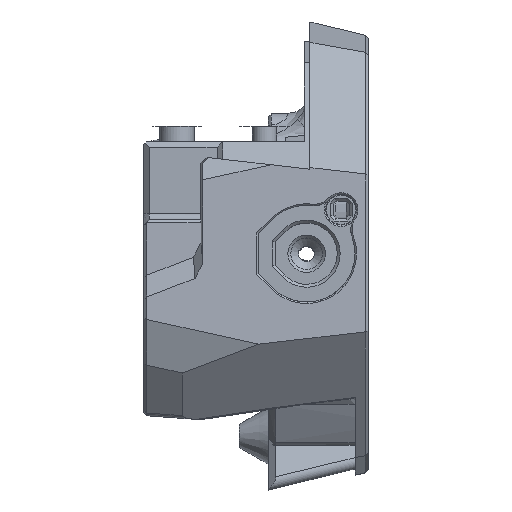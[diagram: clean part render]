
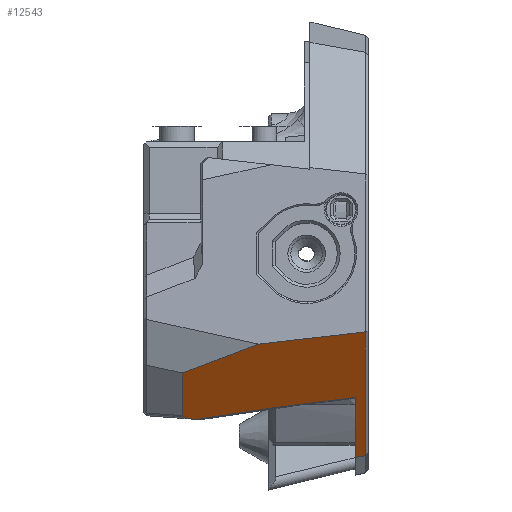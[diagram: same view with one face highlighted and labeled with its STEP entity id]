
A CAD part, top view. The second image highlights one B-rep face of the part: STEP entity #12543.
In plain terms, the highlighted planar face has unit normal (0.139, -0.622, 0.771).
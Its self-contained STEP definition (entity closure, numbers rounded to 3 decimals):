
#147=ELLIPSE('',#13431,4.813,1.);
#517=B_SPLINE_CURVE_WITH_KNOTS('',3,(#22894,#22895,#22896,#22897),
 .UNSPECIFIED.,.F.,.F.,(4,4),(-1.034,0.),.UNSPECIFIED.);
#1384=FACE_OUTER_BOUND('',#2133,.T.);
#2133=EDGE_LOOP('',(#10642,#10643,#10644,#10645,#10646,#10647,#10648,#10649,
#10650,#10651));
#2536=LINE('',#18579,#3836);
#3186=LINE('',#21976,#4486);
#3189=LINE('',#21984,#4489);
#3191=LINE('',#21987,#4491);
#3249=LINE('',#22314,#4549);
#3252=LINE('',#22318,#4552);
#3296=LINE('',#22900,#4596);
#3297=LINE('',#22901,#4597);
#3836=VECTOR('',#14173,1000.);
#4486=VECTOR('',#15967,1000.);
#4489=VECTOR('',#15976,1000.);
#4491=VECTOR('',#15980,1000.);
#4549=VECTOR('',#16140,1000.);
#4552=VECTOR('',#16145,1000.);
#4596=VECTOR('',#16293,1000.);
#4597=VECTOR('',#16294,1000.);
#5168=VERTEX_POINT('',#18576);
#5169=VERTEX_POINT('',#18578);
#5771=VERTEX_POINT('',#21958);
#5774=VERTEX_POINT('',#21974);
#5775=VERTEX_POINT('',#21978);
#5776=VERTEX_POINT('',#21983);
#5792=VERTEX_POINT('',#22312);
#5793=VERTEX_POINT('',#22313);
#5840=VERTEX_POINT('',#22868);
#5841=VERTEX_POINT('',#22899);
#6391=EDGE_CURVE('',#5169,#5168,#2536,.T.);
#7350=EDGE_CURVE('',#5774,#5771,#3186,.T.);
#7351=EDGE_CURVE('',#5775,#5771,#147,.T.);
#7354=EDGE_CURVE('',#5776,#5775,#3189,.T.);
#7356=EDGE_CURVE('',#5168,#5776,#3191,.T.);
#7423=EDGE_CURVE('',#5792,#5793,#3249,.T.);
#7426=EDGE_CURVE('',#5793,#5169,#3252,.T.);
#7509=EDGE_CURVE('',#5840,#5774,#517,.T.);
#7510=EDGE_CURVE('',#5841,#5840,#3296,.T.);
#7511=EDGE_CURVE('',#5841,#5792,#3297,.T.);
#10642=ORIENTED_EDGE('',*,*,#7510,.F.);
#10643=ORIENTED_EDGE('',*,*,#7511,.T.);
#10644=ORIENTED_EDGE('',*,*,#7423,.T.);
#10645=ORIENTED_EDGE('',*,*,#7426,.T.);
#10646=ORIENTED_EDGE('',*,*,#6391,.T.);
#10647=ORIENTED_EDGE('',*,*,#7356,.T.);
#10648=ORIENTED_EDGE('',*,*,#7354,.T.);
#10649=ORIENTED_EDGE('',*,*,#7351,.T.);
#10650=ORIENTED_EDGE('',*,*,#7350,.F.);
#10651=ORIENTED_EDGE('',*,*,#7509,.F.);
#11884=PLANE('',#13537);
#12543=ADVANCED_FACE('',(#1384),#11884,.T.);
#13431=AXIS2_PLACEMENT_3D('',#21979,#15970,#15971);
#13537=AXIS2_PLACEMENT_3D('',#22898,#16291,#16292);
#14173=DIRECTION('',(-0.99,-0.114,0.087));
#15967=DIRECTION('',(-0.987,-0.147,0.059));
#15970=DIRECTION('center_axis',(0.139,-0.622,0.771));
#15971=DIRECTION('ref_axis',(0.989,0.056,-0.133));
#15976=DIRECTION('',(0.,-0.778,-0.628));
#15980=DIRECTION('',(-0.93,-0.35,-0.115));
#16140=DIRECTION('',(0.,0.778,0.628));
#16145=DIRECTION('',(-0.537,0.606,0.586));
#16291=DIRECTION('center_axis',(0.139,-0.622,0.771));
#16292=DIRECTION('ref_axis',(-0.976,-0.218,0.));
#16293=DIRECTION('',(0.,0.778,0.628));
#16294=DIRECTION('',(0.984,0.176,-0.035));
#18576=CARTESIAN_POINT('',(-6.543,-7.942,130.486));
#18578=CARTESIAN_POINT('',(8.002,-6.264,129.213));
#18579=CARTESIAN_POINT('',(1.246,-7.044,129.804));
#21958=CARTESIAN_POINT('',(-15.069,-18.188,123.758));
#21974=CARTESIAN_POINT('',(-3.626,-16.481,123.069));
#21976=CARTESIAN_POINT('',(-12.729,-17.839,123.617));
#21978=CARTESIAN_POINT('',(-16.97,-17.676,124.514));
#21979=CARTESIAN_POINT('Origin',(-12.207,-17.398,123.879));
#21983=CARTESIAN_POINT('',(-16.97,-11.869,129.2));
#21984=CARTESIAN_POINT('',(-16.97,-22.154,120.901));
#21987=CARTESIAN_POINT('',(-10.372,-9.384,130.014));
#22312=CARTESIAN_POINT('',(8.004,-23.124,115.609));
#22313=CARTESIAN_POINT('',(8.004,-6.267,129.211));
#22314=CARTESIAN_POINT('',(8.004,-14.757,122.36));
#22318=CARTESIAN_POINT('',(8.072,-6.343,129.137));
#22868=CARTESIAN_POINT('',(6.6,-15.19,122.264));
#22894=CARTESIAN_POINT('Ctrl Pts',(6.6,-15.19,122.264));
#22895=CARTESIAN_POINT('Ctrl Pts',(3.188,-15.552,122.588));
#22896=CARTESIAN_POINT('Ctrl Pts',(-0.223,-15.974,
122.864));
#22897=CARTESIAN_POINT('Ctrl Pts',(-3.626,-16.481,
123.069));
#22898=CARTESIAN_POINT('Origin',(1.7,-16.046,122.458));
#22899=CARTESIAN_POINT('',(6.6,-23.375,115.659));
#22900=CARTESIAN_POINT('',(6.6,-20.285,118.153));
#22901=CARTESIAN_POINT('',(2.815,-24.054,115.795));
